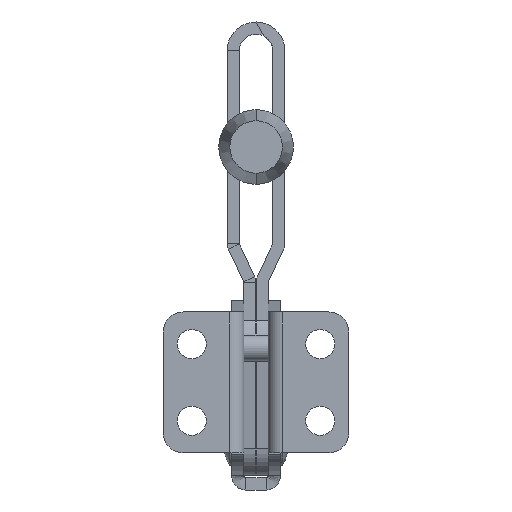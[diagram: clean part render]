
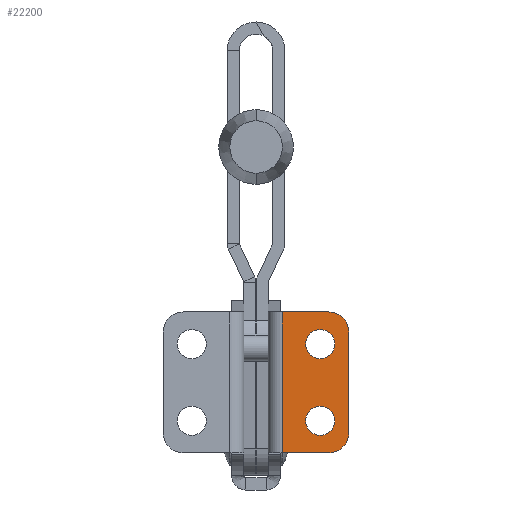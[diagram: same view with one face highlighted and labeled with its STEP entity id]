
A CAD part, front view. The second image highlights one B-rep face of the part: STEP entity #22200.
In plain terms, the highlighted planar face has unit normal (0, -1, 0).
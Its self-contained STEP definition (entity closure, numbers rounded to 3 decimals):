
#124 = CARTESIAN_POINT ( 'NONE',  ( 12.3, -3., 14.15 ) ) ;
#125 = CARTESIAN_POINT ( 'NONE',  ( 19.5, -3., 14.15 ) ) ;
#128 = CARTESIAN_POINT ( 'NONE',  ( 12.3, -3., 33.15 ) ) ;
#131 = CARTESIAN_POINT ( 'NONE',  ( 19.5, -3., 33.15 ) ) ;
#763 = AXIS2_PLACEMENT_3D ( 'NONE', #15407, #15408, #15409 ) ;
#764 = AXIS2_PLACEMENT_3D ( 'NONE', #15410, #15411, #15412 ) ;
#765 = AXIS2_PLACEMENT_3D ( 'NONE', #15414, #15415, #15416 ) ;
#766 = AXIS2_PLACEMENT_3D ( 'NONE', #15419, #15420, #15421 ) ;
#851 = AXIS2_PLACEMENT_3D ( 'NONE', #20611, #20612, #20613 ) ;
#853 = AXIS2_PLACEMENT_3D ( 'NONE', #20620, #20621, #20622 ) ;
#1004 = AXIS2_PLACEMENT_3D ( 'NONE', #28433, #28431, #28436 ) ;
#2370 = LINE ( 'NONE', #15400, #2376 ) ;
#2372 = CIRCLE ( 'NONE', #763, 5. ) ;
#2374 = CIRCLE ( 'NONE', #766, 3.6 ) ;
#2376 = VECTOR ( 'NONE', #15396, 1000. ) ;
#2378 = LINE ( 'NONE', #15404, #2382 ) ;
#2380 = CIRCLE ( 'NONE', #764, 5. ) ;
#2382 = VECTOR ( 'NONE', #15394, 1000. ) ;
#2384 = LINE ( 'NONE', #15405, #2388 ) ;
#2386 = CIRCLE ( 'NONE', #765, 3.6 ) ;
#2388 = VECTOR ( 'NONE', #15406, 1000. ) ;
#2391 = LINE ( 'NONE', #15417, #2399 ) ;
#2399 = VECTOR ( 'NONE', #15422, 1000. ) ;
#5379 = VERTEX_POINT ( 'NONE', #13643 ) ;
#5383 = VERTEX_POINT ( 'NONE', #13647 ) ;
#5390 = VERTEX_POINT ( 'NONE', #13654 ) ;
#5392 = VERTEX_POINT ( 'NONE', #13656 ) ;
#5393 = VERTEX_POINT ( 'NONE', #13657 ) ;
#5394 = VERTEX_POINT ( 'NONE', #13658 ) ;
#6601 = EDGE_LOOP ( 'NONE', ( #9401, #9402 ) ) ;
#6612 = EDGE_LOOP ( 'NONE', ( #9403, #9404, #9405, #9406, #9407, #9408 ) ) ;
#6712 = VERTEX_POINT ( 'NONE', #124 ) ;
#6713 = VERTEX_POINT ( 'NONE', #125 ) ;
#6716 = VERTEX_POINT ( 'NONE', #128 ) ;
#6719 = VERTEX_POINT ( 'NONE', #131 ) ;
#7645 = CIRCLE ( 'NONE', #851, 3.6 ) ;
#7654 = CIRCLE ( 'NONE', #853, 3.6 ) ;
#9399 = ORIENTED_EDGE ( 'NONE', *, *, #19410, .F. ) ;
#9400 = ORIENTED_EDGE ( 'NONE', *, *, #18953, .F. ) ;
#9401 = ORIENTED_EDGE ( 'NONE', *, *, #19406, .F. ) ;
#9402 = ORIENTED_EDGE ( 'NONE', *, *, #18952, .F. ) ;
#9403 = ORIENTED_EDGE ( 'NONE', *, *, #18955, .F. ) ;
#9404 = ORIENTED_EDGE ( 'NONE', *, *, #18951, .T. ) ;
#9405 = ORIENTED_EDGE ( 'NONE', *, *, #18950, .T. ) ;
#9406 = ORIENTED_EDGE ( 'NONE', *, *, #18949, .T. ) ;
#9407 = ORIENTED_EDGE ( 'NONE', *, *, #18948, .T. ) ;
#9408 = ORIENTED_EDGE ( 'NONE', *, *, #18947, .T. ) ;
#10893 = FACE_BOUND ( 'NONE', #14921, .T. ) ;
#10895 = FACE_OUTER_BOUND ( 'NONE', #6612, .T. ) ;
#10899 = FACE_BOUND ( 'NONE', #6601, .T. ) ;
#13643 = CARTESIAN_POINT ( 'NONE',  ( 18., -3., 6.2 ) ) ;
#13647 = CARTESIAN_POINT ( 'NONE',  ( 6.5, -3., 41.1 ) ) ;
#13654 = CARTESIAN_POINT ( 'NONE',  ( 6.5, -3., 6.2 ) ) ;
#13656 = CARTESIAN_POINT ( 'NONE',  ( 23., -3., 11.2 ) ) ;
#13657 = CARTESIAN_POINT ( 'NONE',  ( 23., -3., 36.1 ) ) ;
#13658 = CARTESIAN_POINT ( 'NONE',  ( 18., -3., 41.1 ) ) ;
#14921 = EDGE_LOOP ( 'NONE', ( #9399, #9400 ) ) ;
#15394 = DIRECTION ( 'NONE',  ( 0., 0., 1. ) ) ;
#15396 = DIRECTION ( 'NONE',  ( -1., 0., 0. ) ) ;
#15400 = CARTESIAN_POINT ( 'NONE',  ( 6., -3., 41.1 ) ) ;
#15404 = CARTESIAN_POINT ( 'NONE',  ( 23., -3., 36.1 ) ) ;
#15405 = CARTESIAN_POINT ( 'NONE',  ( 18., -3., 6.2 ) ) ;
#15406 = DIRECTION ( 'NONE',  ( 1., 0., 0. ) ) ;
#15407 = CARTESIAN_POINT ( 'NONE',  ( 18., -3., 36.1 ) ) ;
#15408 = DIRECTION ( 'NONE',  ( 0., -1., 0. ) ) ;
#15409 = DIRECTION ( 'NONE',  ( -1., 0., 0. ) ) ;
#15410 = CARTESIAN_POINT ( 'NONE',  ( 18., -3., 11.2 ) ) ;
#15411 = DIRECTION ( 'NONE',  ( 0., -1., 0. ) ) ;
#15412 = DIRECTION ( 'NONE',  ( -1., 0., 0. ) ) ;
#15414 = CARTESIAN_POINT ( 'NONE',  ( 15.9, -3., 33.15 ) ) ;
#15415 = DIRECTION ( 'NONE',  ( 0., -1., 0. ) ) ;
#15416 = DIRECTION ( 'NONE',  ( 1., 0., 0. ) ) ;
#15417 = CARTESIAN_POINT ( 'NONE',  ( 6.5, -3., 36.1 ) ) ;
#15419 = CARTESIAN_POINT ( 'NONE',  ( 15.9, -3., 14.15 ) ) ;
#15420 = DIRECTION ( 'NONE',  ( 0., -1., 0. ) ) ;
#15421 = DIRECTION ( 'NONE',  ( 1., 0., 0. ) ) ;
#15422 = DIRECTION ( 'NONE',  ( 0., 0., 1. ) ) ;
#18947 = EDGE_CURVE ( 'NONE', #5394, #5383, #2370, .T. ) ;
#18948 = EDGE_CURVE ( 'NONE', #5393, #5394, #2372, .T. ) ;
#18949 = EDGE_CURVE ( 'NONE', #5392, #5393, #2378, .T. ) ;
#18950 = EDGE_CURVE ( 'NONE', #5379, #5392, #2380, .T. ) ;
#18951 = EDGE_CURVE ( 'NONE', #5390, #5379, #2384, .T. ) ;
#18952 = EDGE_CURVE ( 'NONE', #6719, #6716, #2386, .T. ) ;
#18953 = EDGE_CURVE ( 'NONE', #6713, #6712, #2374, .T. ) ;
#18955 = EDGE_CURVE ( 'NONE', #5390, #5383, #2391, .T. ) ;
#19406 = EDGE_CURVE ( 'NONE', #6716, #6719, #7645, .T. ) ;
#19410 = EDGE_CURVE ( 'NONE', #6712, #6713, #7654, .T. ) ;
#20611 = CARTESIAN_POINT ( 'NONE',  ( 15.9, -3., 33.15 ) ) ;
#20612 = DIRECTION ( 'NONE',  ( 0., -1., 0. ) ) ;
#20613 = DIRECTION ( 'NONE',  ( 1., 0., 0. ) ) ;
#20620 = CARTESIAN_POINT ( 'NONE',  ( 15.9, -3., 14.15 ) ) ;
#20621 = DIRECTION ( 'NONE',  ( 0., -1., 0. ) ) ;
#20622 = DIRECTION ( 'NONE',  ( 1., 0., 0. ) ) ;
#22200 = ADVANCED_FACE ( 'NONE', ( #10893, #10899, #10895 ), #28434, .F. ) ;
#28431 = DIRECTION ( 'NONE',  ( 0., 1., 0. ) ) ;
#28433 = CARTESIAN_POINT ( 'NONE',  ( 18., -3., 36.1 ) ) ;
#28434 = PLANE ( 'NONE',  #1004 ) ;
#28436 = DIRECTION ( 'NONE',  ( -1., 0., 0. ) ) ;
